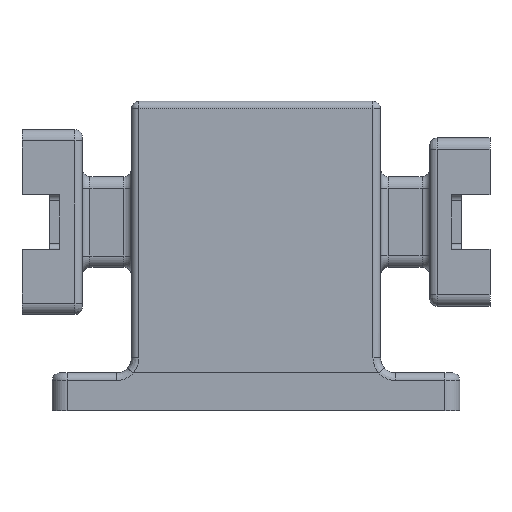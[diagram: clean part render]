
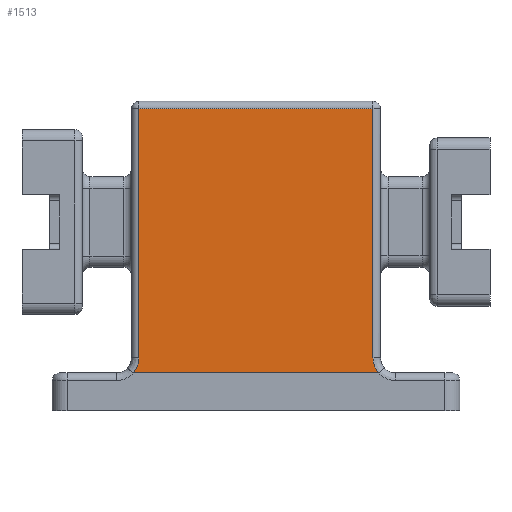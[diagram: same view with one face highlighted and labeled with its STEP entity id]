
A CAD part, front view. The second image highlights one B-rep face of the part: STEP entity #1513.
In plain terms, the highlighted planar face has unit normal (0, -1, 0).
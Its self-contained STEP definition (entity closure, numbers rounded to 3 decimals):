
#529 = VERTEX_POINT('',#530);
#530 = CARTESIAN_POINT('',(-15.5,-16.,40.));
#537 = EDGE_CURVE('',#529,#538,#540,.T.);
#538 = VERTEX_POINT('',#539);
#539 = CARTESIAN_POINT('',(-15.5,-16.,7.));
#540 = LINE('',#541,#542);
#541 = CARTESIAN_POINT('',(-15.5,-16.,41.));
#542 = VECTOR('',#543,1.);
#543 = DIRECTION('',(-0.,-0.,-1.));
#1436 = VERTEX_POINT('',#1437);
#1437 = CARTESIAN_POINT('',(-16.264,-16.,5.));
#1484 = EDGE_CURVE('',#538,#1436,#1485,.T.);
#1485 = ( BOUNDED_CURVE() B_SPLINE_CURVE(5,(#1486,#1487,#1488,#1489,
#1490,#1491),.UNSPECIFIED.,.F.,.F.) B_SPLINE_CURVE_WITH_KNOTS((6,6),(34.
,35.459),.PIECEWISE_BEZIER_KNOTS.) CURVE() 
GEOMETRIC_REPRESENTATION_ITEM() RATIONAL_B_SPLINE_CURVE((1.,1.,1.,1.,1.,
1.)) REPRESENTATION_ITEM('') );
#1486 = CARTESIAN_POINT('',(-15.5,-16.,7.));
#1487 = CARTESIAN_POINT('',(-15.5,-16.,6.562));
#1488 = CARTESIAN_POINT('',(-15.58,-16.,6.124));
#1489 = CARTESIAN_POINT('',(-15.74,-16.,5.706));
#1490 = CARTESIAN_POINT('',(-15.972,-16.,5.326));
#1491 = CARTESIAN_POINT('',(-16.264,-16.,5.));
#1513 = ADVANCED_FACE('',(#1514),#1551,.F.);
#1514 = FACE_BOUND('',#1515,.F.);
#1515 = EDGE_LOOP('',(#1516,#1517,#1525,#1533,#1544,#1550));
#1516 = ORIENTED_EDGE('',*,*,#537,.F.);
#1517 = ORIENTED_EDGE('',*,*,#1518,.T.);
#1518 = EDGE_CURVE('',#529,#1519,#1521,.T.);
#1519 = VERTEX_POINT('',#1520);
#1520 = CARTESIAN_POINT('',(15.5,-16.,40.));
#1521 = LINE('',#1522,#1523);
#1522 = CARTESIAN_POINT('',(-15.5,-16.,40.));
#1523 = VECTOR('',#1524,1.);
#1524 = DIRECTION('',(1.,0.,0.));
#1525 = ORIENTED_EDGE('',*,*,#1526,.F.);
#1526 = EDGE_CURVE('',#1527,#1519,#1529,.T.);
#1527 = VERTEX_POINT('',#1528);
#1528 = CARTESIAN_POINT('',(15.5,-16.,7.));
#1529 = LINE('',#1530,#1531);
#1530 = CARTESIAN_POINT('',(15.5,-16.,7.));
#1531 = VECTOR('',#1532,1.);
#1532 = DIRECTION('',(0.,0.,1.));
#1533 = ORIENTED_EDGE('',*,*,#1534,.F.);
#1534 = EDGE_CURVE('',#1535,#1527,#1537,.T.);
#1535 = VERTEX_POINT('',#1536);
#1536 = CARTESIAN_POINT('',(16.264,-16.,5.));
#1537 = ( BOUNDED_CURVE() B_SPLINE_CURVE(5,(#1538,#1539,#1540,#1541,
#1542,#1543),.UNSPECIFIED.,.F.,.F.) B_SPLINE_CURVE_WITH_KNOTS((6,6),(
86.107,87.566),.PIECEWISE_BEZIER_KNOTS.) CURVE() 
GEOMETRIC_REPRESENTATION_ITEM() RATIONAL_B_SPLINE_CURVE((1.,1.,1.,1.,1.,
1.)) REPRESENTATION_ITEM('') );
#1538 = CARTESIAN_POINT('',(16.264,-16.,5.));
#1539 = CARTESIAN_POINT('',(15.972,-16.,5.326));
#1540 = CARTESIAN_POINT('',(15.74,-16.,5.706));
#1541 = CARTESIAN_POINT('',(15.58,-16.,6.124));
#1542 = CARTESIAN_POINT('',(15.5,-16.,6.562));
#1543 = CARTESIAN_POINT('',(15.5,-16.,7.));
#1544 = ORIENTED_EDGE('',*,*,#1545,.F.);
#1545 = EDGE_CURVE('',#1436,#1535,#1546,.T.);
#1546 = LINE('',#1547,#1548);
#1547 = CARTESIAN_POINT('',(-16.5,-16.,5.));
#1548 = VECTOR('',#1549,1.);
#1549 = DIRECTION('',(1.,0.,0.));
#1550 = ORIENTED_EDGE('',*,*,#1484,.F.);
#1551 = PLANE('',#1552);
#1552 = AXIS2_PLACEMENT_3D('',#1553,#1554,#1555);
#1553 = CARTESIAN_POINT('',(-16.5,-16.,5.));
#1554 = DIRECTION('',(0.,1.,0.));
#1555 = DIRECTION('',(1.,0.,0.));
